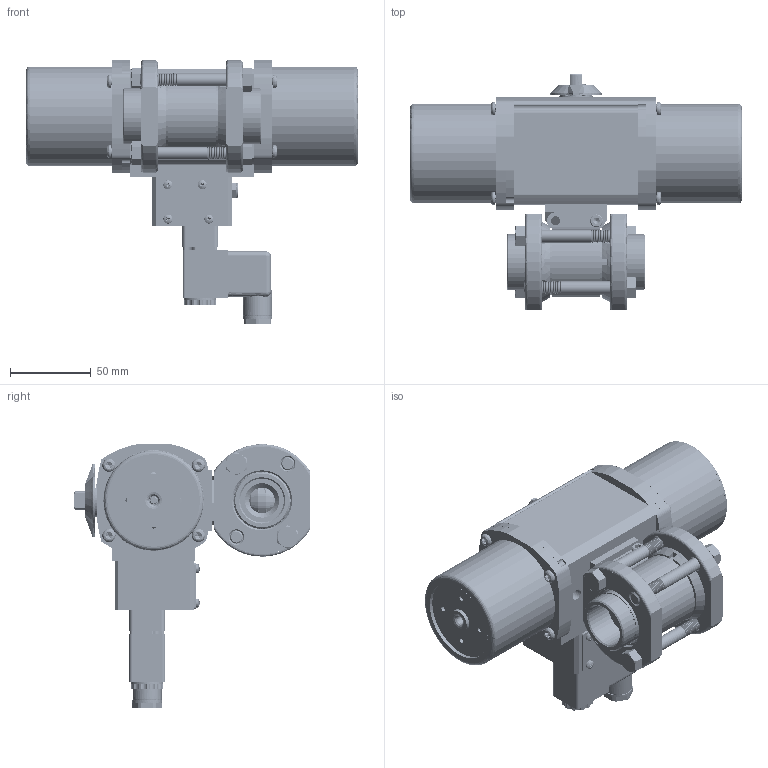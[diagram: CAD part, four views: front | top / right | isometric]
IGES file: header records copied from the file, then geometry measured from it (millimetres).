
Start section: SolidWorks IGES file using analytic representation for surfaces
Global section: file name: 26XXSWSA512SR3GPDS.igs; native system: SolidWorks 2017; preprocessor: SolidWorks 2017; author: ryanm; date: 180612.135901; units: inch
Bounding box: 206.12 x 146.65 x 163.68 mm (x, y, z)
Surface area: 297470.6 mm2 (no closed solid volume)
Topology: 0 solids, 0 shells, 5773 faces, 82502 edges, 82363 vertices
Faces by surface type: revolution 4639, bspline 1134
